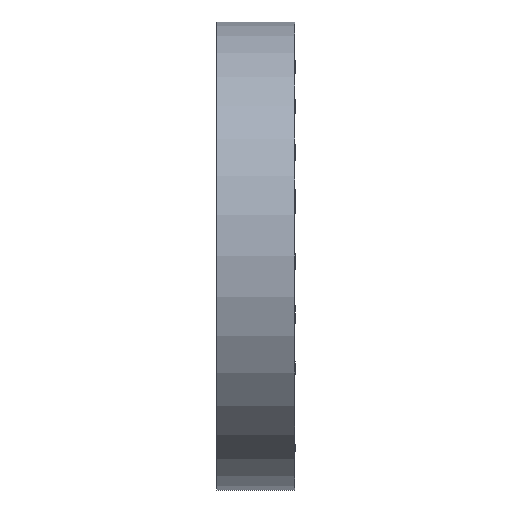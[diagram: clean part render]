
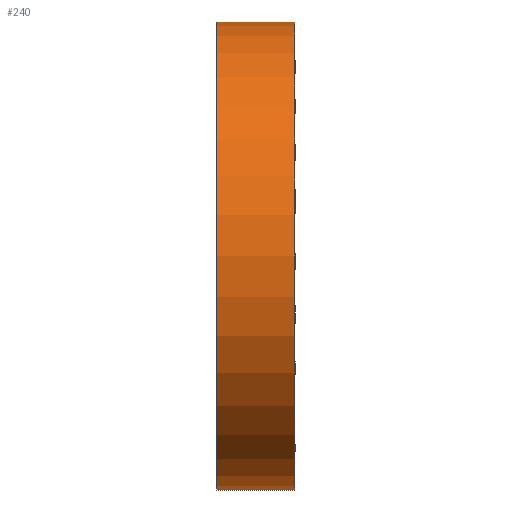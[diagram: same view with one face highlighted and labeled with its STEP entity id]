
A CAD part, left-side view. The second image highlights one B-rep face of the part: STEP entity #240.
In plain terms, the highlighted cylindrical face has radius 38.1 mm (diameter 76.2 mm), a partial arc.
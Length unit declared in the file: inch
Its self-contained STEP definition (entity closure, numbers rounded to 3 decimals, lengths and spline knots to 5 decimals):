
#20 = DIRECTION ( 'NONE',  ( 0., 1., 0. ) ) ;
#240 = ADVANCED_FACE ( 'NONE', ( #9338 ), #9098, .T. ) ;
#829 = CARTESIAN_POINT ( 'NONE',  ( -0.73756, 0.5, 1.5 ) ) ;
#1042 = EDGE_CURVE ( 'NONE', #4599, #5794, #5721, .T. ) ;
#1770 = CARTESIAN_POINT ( 'NONE',  ( -0.73756, 0.5, -1.5 ) ) ;
#2300 = VECTOR ( 'NONE', #3857, 39.37008 ) ;
#2461 = CIRCLE ( 'NONE', #9447, 1.5 ) ;
#2495 = EDGE_LOOP ( 'NONE', ( #2851, #8871, #3888, #3206 ) ) ;
#2807 = DIRECTION ( 'NONE',  ( 0., 0., -1. ) ) ;
#2851 = ORIENTED_EDGE ( 'NONE', *, *, #1042, .T. ) ;
#3206 = ORIENTED_EDGE ( 'NONE', *, *, #5822, .T. ) ;
#3519 = DIRECTION ( 'NONE',  ( 0., 1., 0. ) ) ;
#3857 = DIRECTION ( 'NONE',  ( 0., -1., 0. ) ) ;
#3888 = ORIENTED_EDGE ( 'NONE', *, *, #5674, .F. ) ;
#4159 = VECTOR ( 'NONE', #9792, 39.37008 ) ;
#4422 = CARTESIAN_POINT ( 'NONE',  ( -0.73756, 0., 1.5 ) ) ;
#4599 = VERTEX_POINT ( 'NONE', #4883 ) ;
#4630 = CARTESIAN_POINT ( 'NONE',  ( -0.73756, 0., 0. ) ) ;
#4883 = CARTESIAN_POINT ( 'NONE',  ( -0.73756, 0., -1.5 ) ) ;
#4983 = VERTEX_POINT ( 'NONE', #829 ) ;
#5074 = DIRECTION ( 'NONE',  ( 0., -1., 0. ) ) ;
#5373 = AXIS2_PLACEMENT_3D ( 'NONE', #4630, #20, #5388 ) ;
#5388 = DIRECTION ( 'NONE',  ( 0., 0., 1. ) ) ;
#5674 = EDGE_CURVE ( 'NONE', #7136, #4983, #2461, .T. ) ;
#5721 = CIRCLE ( 'NONE', #5373, 1.5 ) ;
#5794 = VERTEX_POINT ( 'NONE', #4422 ) ;
#5822 = EDGE_CURVE ( 'NONE', #7136, #4599, #6179, .T. ) ;
#6179 = LINE ( 'NONE', #9039, #4159 ) ;
#6893 = CARTESIAN_POINT ( 'NONE',  ( -0.73756, 0.5, 1.5 ) ) ;
#7136 = VERTEX_POINT ( 'NONE', #1770 ) ;
#7222 = LINE ( 'NONE', #6893, #2300 ) ;
#7388 = CARTESIAN_POINT ( 'NONE',  ( -0.73756, 0.5, 0. ) ) ;
#8016 = AXIS2_PLACEMENT_3D ( 'NONE', #7388, #5074, #2807 ) ;
#8118 = CARTESIAN_POINT ( 'NONE',  ( -0.73756, 0.5, 0. ) ) ;
#8194 = EDGE_CURVE ( 'NONE', #4983, #5794, #7222, .T. ) ;
#8871 = ORIENTED_EDGE ( 'NONE', *, *, #8194, .F. ) ;
#8880 = DIRECTION ( 'NONE',  ( 0., 0., 1. ) ) ;
#9039 = CARTESIAN_POINT ( 'NONE',  ( -0.73756, 0.5, -1.5 ) ) ;
#9098 = CYLINDRICAL_SURFACE ( 'NONE', #8016, 1.5 ) ;
#9338 = FACE_OUTER_BOUND ( 'NONE', #2495, .T. ) ;
#9447 = AXIS2_PLACEMENT_3D ( 'NONE', #8118, #3519, #8880 ) ;
#9792 = DIRECTION ( 'NONE',  ( 0., -1., 0. ) ) ;
